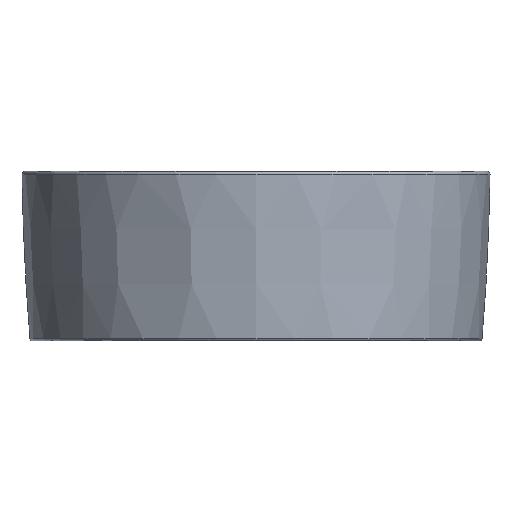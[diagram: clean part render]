
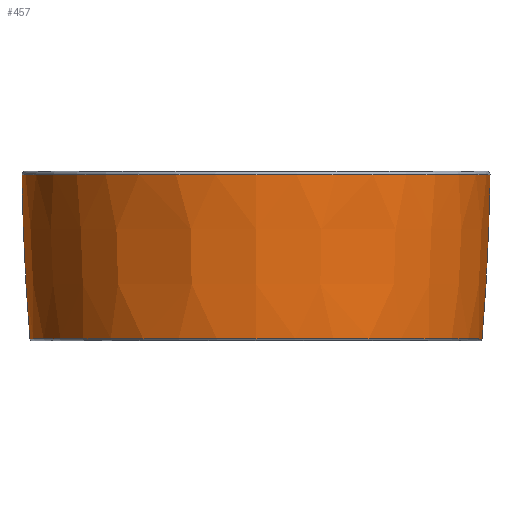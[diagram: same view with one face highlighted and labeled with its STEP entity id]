
A CAD part, left-side view. The second image highlights one B-rep face of the part: STEP entity #457.
In plain terms, the highlighted free-form (B-spline) face has degree [3, 3] with [4, 7] control points.
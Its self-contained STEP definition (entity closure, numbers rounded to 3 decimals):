
#55=FACE_BOUND('',#706,.T.);
#56=FACE_BOUND('',#707,.T.);
#240=(
BOUNDED_SURFACE()
B_SPLINE_SURFACE(3,3,((#3969,#3970,#3971,#3972,#3973,#3974,#3975),(#3976,
#3977,#3978,#3979,#3980,#3981,#3982),(#3983,#3984,#3985,#3986,#3987,#3988,
#3989),(#3990,#3991,#3992,#3993,#3994,#3995,#3996)),.UNSPECIFIED.,.F.,.T.,
 .F.)
B_SPLINE_SURFACE_WITH_KNOTS((4,4),(1,3,3,3,1),(0.,1.),(-0.5,0.,0.5,1.,1.5),
 .UNSPECIFIED.)
GEOMETRIC_REPRESENTATION_ITEM()
RATIONAL_B_SPLINE_SURFACE(((1.,0.333,0.333,1.,0.333,
0.333,1.),(1.,0.333,0.333,
1.,0.333,0.333,1.),
(1.,0.333,0.333,1.,
0.333,0.333,1.),(1.,0.333,
0.333,1.,0.333,0.333,1.)))
REPRESENTATION_ITEM('')
SURFACE()
);
#457=ADVANCED_FACE('',(#55,#56),#240,.T.);
#706=EDGE_LOOP('',(#1084));
#707=EDGE_LOOP('',(#1085));
#1084=ORIENTED_EDGE('',*,*,#1649,.T.);
#1085=ORIENTED_EDGE('',*,*,#1650,.T.);
#1415=VERTEX_POINT('',#3966);
#1416=VERTEX_POINT('',#3968);
#1649=EDGE_CURVE('',#1415,#1415,#1782,.T.);
#1650=EDGE_CURVE('',#1416,#1416,#1783,.T.);
#1782=CIRCLE('',#1953,199.961);
#1783=CIRCLE('',#1954,193.154);
#1953=AXIS2_PLACEMENT_3D('',#3965,#2338,#2339);
#1954=AXIS2_PLACEMENT_3D('',#3967,#2340,#2341);
#2338=DIRECTION('',(0.,0.,-1.));
#2339=DIRECTION('',(1.,0.,0.));
#2340=DIRECTION('',(0.,0.,1.));
#2341=DIRECTION('',(1.,0.,0.));
#3965=CARTESIAN_POINT('',(0.,0.,-3.07));
#3966=CARTESIAN_POINT('',(199.961,0.,-3.07));
#3967=CARTESIAN_POINT('',(0.,0.,-143.167));
#3968=CARTESIAN_POINT('',(193.154,0.,-143.167));
#3969=CARTESIAN_POINT('',(199.961,0.,-3.07));
#3970=CARTESIAN_POINT('',(199.961,399.922,-3.07));
#3971=CARTESIAN_POINT('',(-199.961,399.922,-3.07));
#3972=CARTESIAN_POINT('',(-199.961,0.,-3.07));
#3973=CARTESIAN_POINT('',(-199.961,-399.922,-3.07));
#3974=CARTESIAN_POINT('',(199.961,-399.922,-3.07));
#3975=CARTESIAN_POINT('',(199.961,0.,-3.07));
#3976=CARTESIAN_POINT('',(199.331,0.,-49.839));
#3977=CARTESIAN_POINT('',(199.331,398.662,-49.839));
#3978=CARTESIAN_POINT('',(-199.331,398.662,-49.839));
#3979=CARTESIAN_POINT('',(-199.331,0.,-49.839));
#3980=CARTESIAN_POINT('',(-199.331,-398.662,-49.839));
#3981=CARTESIAN_POINT('',(199.331,-398.662,-49.839));
#3982=CARTESIAN_POINT('',(199.331,0.,-49.839));
#3983=CARTESIAN_POINT('',(197.061,0.,-96.557));
#3984=CARTESIAN_POINT('',(197.061,394.122,-96.557));
#3985=CARTESIAN_POINT('',(-197.061,394.122,-96.557));
#3986=CARTESIAN_POINT('',(-197.061,0.,-96.557));
#3987=CARTESIAN_POINT('',(-197.061,-394.122,-96.557));
#3988=CARTESIAN_POINT('',(197.061,-394.122,-96.557));
#3989=CARTESIAN_POINT('',(197.061,0.,-96.557));
#3990=CARTESIAN_POINT('',(193.154,0.,-143.167));
#3991=CARTESIAN_POINT('',(193.154,386.309,-143.167));
#3992=CARTESIAN_POINT('',(-193.154,386.309,-143.167));
#3993=CARTESIAN_POINT('',(-193.154,0.,-143.167));
#3994=CARTESIAN_POINT('',(-193.154,-386.309,-143.167));
#3995=CARTESIAN_POINT('',(193.154,-386.309,-143.167));
#3996=CARTESIAN_POINT('',(193.154,0.,-143.167));
